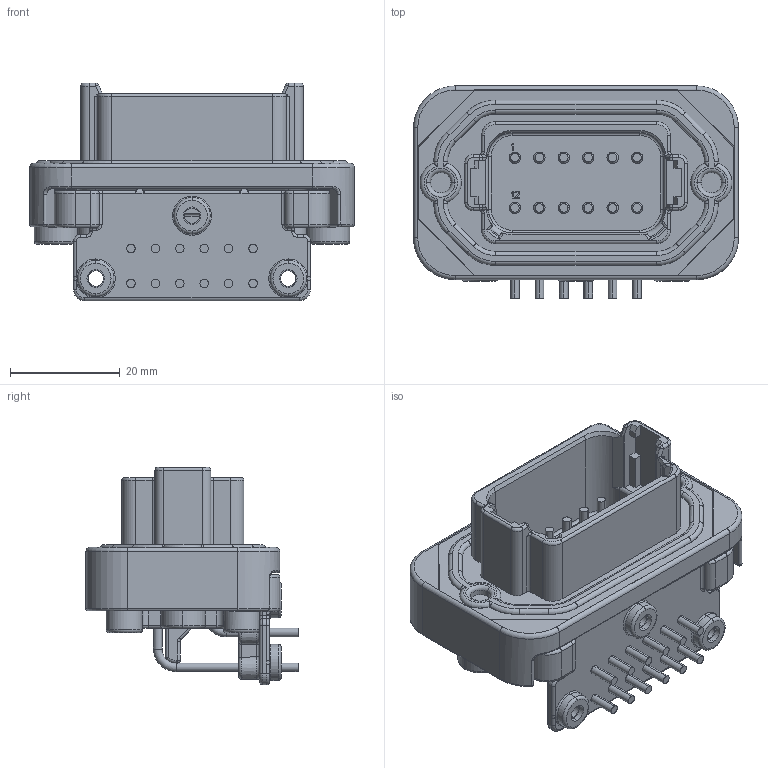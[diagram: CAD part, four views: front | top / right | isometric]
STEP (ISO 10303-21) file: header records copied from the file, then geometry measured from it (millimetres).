
FILE_DESCRIPTION((''),'2;1');
FILE_NAME('C-DT13-12PA','2019-11-08T03:58:40',('workeradm'),('TE Connectivity Ltd.'),'CREO PARAMETRIC BY PTC INC, 2019030','CREO PARAMETRIC BY PTC INC, 2019030','');
FILE_SCHEMA(('AUTOMOTIVE_DESIGN { 1 0 10303 214 1 1 1 1 }'));
Length unit declared in the file: millimetre
Products named in the file (1): C-DT13-12PA
Bounding box: 59.18 x 38.63 x 39.62 mm (x, y, z)
Volume: 27503.7 mm3; surface area: 14833 mm2
Topology: 1 solids, 1 shells, 975 faces, 2416 edges, 1478 vertices
Faces by surface type: cylinder 365, plane 298, torus 200, cone 52, bspline 50, sphere 10
Entity records: 39965 total; most frequent: CARTESIAN_POINT 16320, DIRECTION 5075, ORIENTED_EDGE 4832, EDGE_CURVE 2416, AXIS2_PLACEMENT_3D 1991, VERTEX_POINT 1478, VECTOR 1093, LINE 1093
